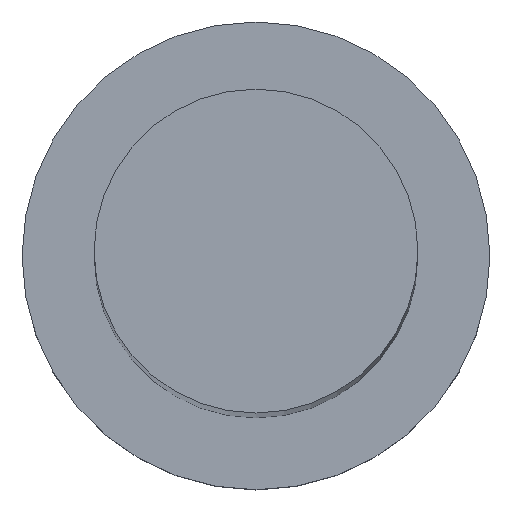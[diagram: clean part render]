
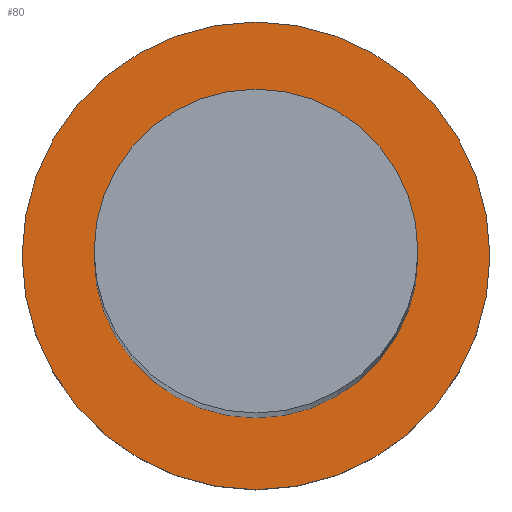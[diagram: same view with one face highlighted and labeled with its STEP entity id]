
A CAD part, top view. The second image highlights one B-rep face of the part: STEP entity #80.
In plain terms, the highlighted planar face has unit normal (0, 0, 1).
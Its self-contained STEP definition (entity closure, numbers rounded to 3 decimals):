
#6 = EDGE_LOOP ( 'NONE', ( #166, #129 ) ) ;
#13 = CARTESIAN_POINT ( 'NONE',  ( 0., 0., 7. ) ) ;
#16 = AXIS2_PLACEMENT_3D ( 'NONE', #65, #119, #230 ) ;
#18 = CARTESIAN_POINT ( 'NONE',  ( -9., 0., 7. ) ) ;
#23 = CARTESIAN_POINT ( 'NONE',  ( 9., 0., 7. ) ) ;
#25 = CIRCLE ( 'NONE', #175, 13. ) ;
#27 = AXIS2_PLACEMENT_3D ( 'NONE', #173, #197, #223 ) ;
#38 = CARTESIAN_POINT ( 'NONE',  ( 13., 0., 7. ) ) ;
#40 = DIRECTION ( 'NONE',  ( 0., 0., 1. ) ) ;
#42 = DIRECTION ( 'NONE',  ( 0., 0., 1. ) ) ;
#59 = DIRECTION ( 'NONE',  ( 1., 0., 0. ) ) ;
#65 = CARTESIAN_POINT ( 'NONE',  ( 0., 0., 7. ) ) ;
#80 = ADVANCED_FACE ( 'NONE', ( #239, #111 ), #195, .T. ) ;
#82 = DIRECTION ( 'NONE',  ( 1., 0., 0. ) ) ;
#83 = AXIS2_PLACEMENT_3D ( 'NONE', #161, #42, #122 ) ;
#87 = VERTEX_POINT ( 'NONE', #38 ) ;
#93 = VERTEX_POINT ( 'NONE', #18 ) ;
#94 = CARTESIAN_POINT ( 'NONE',  ( 0., 0., 7. ) ) ;
#95 = AXIS2_PLACEMENT_3D ( 'NONE', #94, #40, #59 ) ;
#111 = FACE_OUTER_BOUND ( 'NONE', #6, .T. ) ;
#119 = DIRECTION ( 'NONE',  ( 0., 0., 1. ) ) ;
#122 = DIRECTION ( 'NONE',  ( 1., 0., 0. ) ) ;
#128 = VERTEX_POINT ( 'NONE', #135 ) ;
#129 = ORIENTED_EDGE ( 'NONE', *, *, #229, .T. ) ;
#135 = CARTESIAN_POINT ( 'NONE',  ( -13., 0., 7. ) ) ;
#136 = CIRCLE ( 'NONE', #95, 9. ) ;
#138 = VERTEX_POINT ( 'NONE', #23 ) ;
#158 = EDGE_CURVE ( 'NONE', #93, #138, #136, .T. ) ;
#161 = CARTESIAN_POINT ( 'NONE',  ( 0., 0., 7. ) ) ;
#166 = ORIENTED_EDGE ( 'NONE', *, *, #209, .T. ) ;
#168 = ORIENTED_EDGE ( 'NONE', *, *, #203, .F. ) ;
#170 = CIRCLE ( 'NONE', #83, 9. ) ;
#173 = CARTESIAN_POINT ( 'NONE',  ( 0., 0., 7. ) ) ;
#174 = CIRCLE ( 'NONE', #16, 13. ) ;
#175 = AXIS2_PLACEMENT_3D ( 'NONE', #13, #225, #82 ) ;
#193 = EDGE_LOOP ( 'NONE', ( #221, #168 ) ) ;
#195 = PLANE ( 'NONE',  #27 ) ;
#197 = DIRECTION ( 'NONE',  ( 0., 0., 1. ) ) ;
#203 = EDGE_CURVE ( 'NONE', #138, #93, #170, .T. ) ;
#209 = EDGE_CURVE ( 'NONE', #128, #87, #25, .T. ) ;
#221 = ORIENTED_EDGE ( 'NONE', *, *, #158, .F. ) ;
#223 = DIRECTION ( 'NONE',  ( 1., 0., 0. ) ) ;
#225 = DIRECTION ( 'NONE',  ( 0., 0., 1. ) ) ;
#229 = EDGE_CURVE ( 'NONE', #87, #128, #174, .T. ) ;
#230 = DIRECTION ( 'NONE',  ( 1., 0., 0. ) ) ;
#239 = FACE_BOUND ( 'NONE', #193, .T. ) ;
